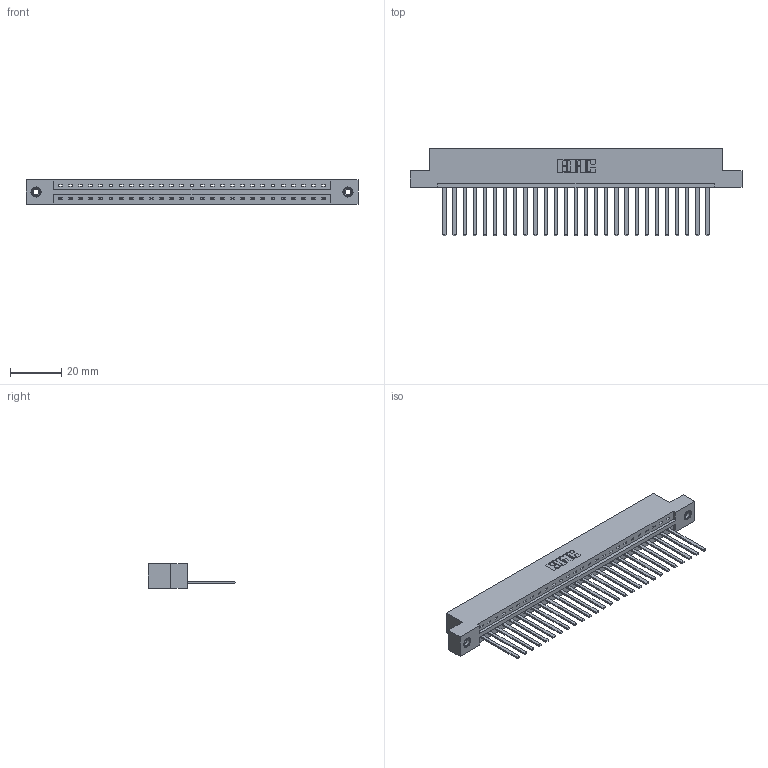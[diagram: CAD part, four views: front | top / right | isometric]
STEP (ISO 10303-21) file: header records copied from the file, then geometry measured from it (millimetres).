
FILE_DESCRIPTION (( 'STEP AP203' ), '1' );
FILE_NAME ('387-027-544-108.STEP', '2018-09-16T16:01:05', ( '' ), ( '' ), 'SwSTEP 2.0', 'SolidWorks 2016', '' );
FILE_SCHEMA (( 'CONFIG_CONTROL_DESIGN' ));
Length unit declared in the file: inch
Products named in the file (4): 337 Part_Flush Mounting Lugs - 0.156 Dia-TI; 345-292-001_345-293-144; 345-250-001_345-250-003-102; 387-027-544-108
Assembly tree (30 placements, depth 2):
  387-027-544-108
    337 Part_Flush Mounting Lugs - 0.156 Dia-TI
    345-292-001_345-293-144  x27
    345-250-001_345-250-003-102  x2
Bounding box: 130 x 34.3 x 9.4 mm (x, y, z)
Volume: 13629.5 mm3; surface area: 15059.2 mm2
Topology: 30 solids, 30 shells, 1686 faces, 5037 edges, 3314 vertices
Faces by surface type: plane 1236, cylinder 434, cone 12, torus 4
Entity records: 23012 total; most frequent: CARTESIAN_POINT 3986, ORIENTED_EDGE 3942, DIRECTION 3415, EDGE_CURVE 1971, LINE 1827, VECTOR 1827, VERTEX_POINT 1308, AXIS2_PLACEMENT_3D 794
